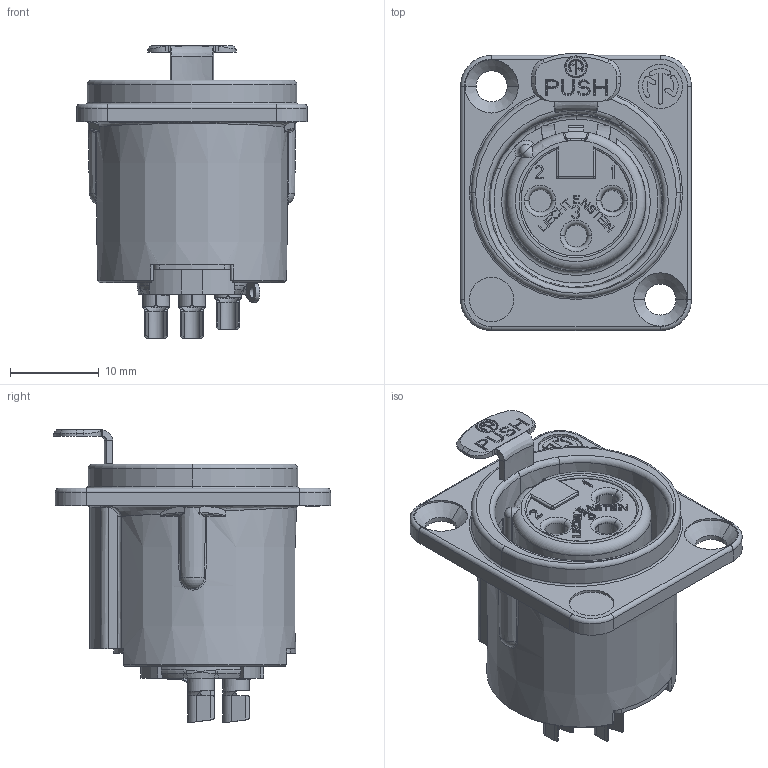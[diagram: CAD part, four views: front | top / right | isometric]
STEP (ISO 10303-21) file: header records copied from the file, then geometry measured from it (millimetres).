
FILE_DESCRIPTION((''),'2;1');
FILE_NAME('30011353','2024-03-21T10:36:37',('SYSTEM'),(''),'CREO PARAMETRIC BY PTC INC, 2021184','CREO PARAMETRIC BY PTC INC, 2021184','');
FILE_SCHEMA(('CONFIG_CONTROL_DESIGN'));
Products named in the file (1): 30011353
Bounding box: 26 x 31.2 x 32.92 mm (x, y, z)
Volume: 7907.6 mm3; surface area: 5573.6 mm2
Topology: 1 solids, 3 shells, 1690 faces, 4533 edges, 2911 vertices
Faces by surface type: plane 1189, bspline 184, cylinder 181, torus 67, cone 61, sphere 8
Entity records: 59519 total; most frequent: CARTESIAN_POINT 18627, ORIENTED_EDGE 9052, DIRECTION 7555, EDGE_CURVE 4526, VECTOR 3319, LINE 3319, VERTEX_POINT 2911, AXIS2_PLACEMENT_3D 2118
